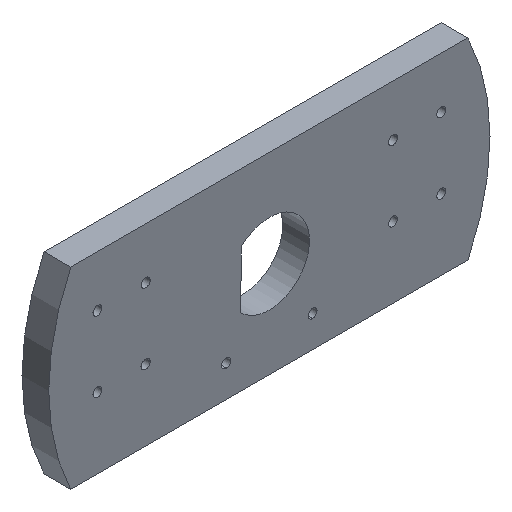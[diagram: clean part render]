
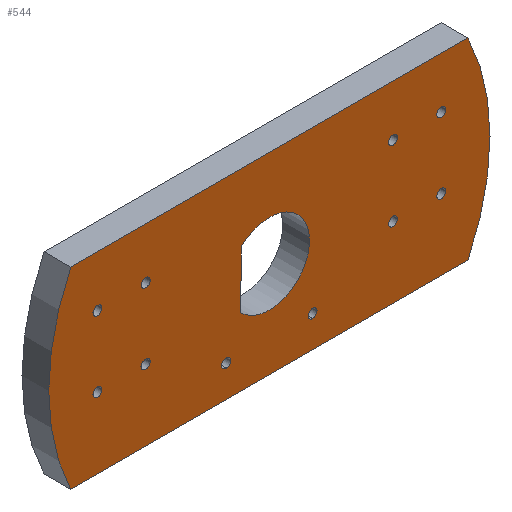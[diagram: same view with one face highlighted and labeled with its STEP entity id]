
A CAD part, isometric view. The second image highlights one B-rep face of the part: STEP entity #544.
In plain terms, the highlighted planar face has unit normal (0, -1, 0).
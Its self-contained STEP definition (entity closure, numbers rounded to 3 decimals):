
#1=CARTESIAN_POINT('',(16.15,0.,-24.15));
#2=DIRECTION('',(0.,1.,0.));
#3=DIRECTION('',(0.,0.,-1.));
#4=AXIS2_PLACEMENT_3D('',#1,#2,#3);
#6=CARTESIAN_POINT('',(16.15,0.,-24.15));
#7=DIRECTION('',(0.,1.,0.));
#8=DIRECTION('',(0.,0.,1.));
#9=AXIS2_PLACEMENT_3D('',#6,#7,#8);
#11=CARTESIAN_POINT('',(-16.15,0.,-24.15));
#12=DIRECTION('',(0.,1.,0.));
#13=DIRECTION('',(0.,0.,-1.));
#14=AXIS2_PLACEMENT_3D('',#11,#12,#13);
#16=CARTESIAN_POINT('',(-16.15,0.,-24.15));
#17=DIRECTION('',(0.,1.,0.));
#18=DIRECTION('',(0.,0.,1.));
#19=AXIS2_PLACEMENT_3D('',#16,#17,#18);
#21=DIRECTION('',(0.009,0.,1.));
#22=VECTOR('',#21,21.213);
#23=CARTESIAN_POINT('',(-10.699,0.,-10.514));
#24=LINE('',#23,#22);
#25=CARTESIAN_POINT('',(-46.26,0.,-9.425));
#26=DIRECTION('',(0.,-1.,0.));
#27=DIRECTION('',(1.,0.,0.));
#28=AXIS2_PLACEMENT_3D('',#25,#26,#27);
#30=CARTESIAN_POINT('',(-46.26,0.,-9.425));
#31=DIRECTION('',(0.,-1.,0.));
#32=DIRECTION('',(-1.,0.,0.));
#33=AXIS2_PLACEMENT_3D('',#30,#31,#32);
#35=CARTESIAN_POINT('',(-46.26,0.,16.975));
#36=DIRECTION('',(0.,-1.,0.));
#37=DIRECTION('',(1.,0.,0.));
#38=AXIS2_PLACEMENT_3D('',#35,#36,#37);
#40=CARTESIAN_POINT('',(-46.26,0.,16.975));
#41=DIRECTION('',(0.,-1.,0.));
#42=DIRECTION('',(-1.,0.,0.));
#43=AXIS2_PLACEMENT_3D('',#40,#41,#42);
#45=CARTESIAN_POINT('',(-64.265,0.,-9.425));
#46=DIRECTION('',(0.,-1.,0.));
#47=DIRECTION('',(1.,0.,0.));
#48=AXIS2_PLACEMENT_3D('',#45,#46,#47);
#50=CARTESIAN_POINT('',(-64.265,0.,-9.425));
#51=DIRECTION('',(0.,-1.,0.));
#52=DIRECTION('',(-1.,0.,0.));
#53=AXIS2_PLACEMENT_3D('',#50,#51,#52);
#55=CARTESIAN_POINT('',(-64.265,0.,16.975));
#56=DIRECTION('',(0.,-1.,0.));
#57=DIRECTION('',(1.,0.,0.));
#58=AXIS2_PLACEMENT_3D('',#55,#56,#57);
#60=CARTESIAN_POINT('',(-64.265,0.,16.975));
#61=DIRECTION('',(0.,-1.,0.));
#62=DIRECTION('',(-1.,0.,0.));
#63=AXIS2_PLACEMENT_3D('',#60,#61,#62);
#65=CARTESIAN_POINT('',(46.265,0.,16.975));
#66=DIRECTION('',(0.,-1.,0.));
#67=DIRECTION('',(1.,0.,0.));
#68=AXIS2_PLACEMENT_3D('',#65,#66,#67);
#70=CARTESIAN_POINT('',(46.265,0.,16.975));
#71=DIRECTION('',(0.,-1.,0.));
#72=DIRECTION('',(-1.,0.,0.));
#73=AXIS2_PLACEMENT_3D('',#70,#71,#72);
#75=CARTESIAN_POINT('',(46.265,0.,-9.425));
#76=DIRECTION('',(0.,-1.,0.));
#77=DIRECTION('',(1.,0.,0.));
#78=AXIS2_PLACEMENT_3D('',#75,#76,#77);
#80=CARTESIAN_POINT('',(46.265,0.,-9.425));
#81=DIRECTION('',(0.,-1.,0.));
#82=DIRECTION('',(-1.,0.,0.));
#83=AXIS2_PLACEMENT_3D('',#80,#81,#82);
#85=CARTESIAN_POINT('',(64.275,0.,16.975));
#86=DIRECTION('',(0.,-1.,0.));
#87=DIRECTION('',(1.,0.,0.));
#88=AXIS2_PLACEMENT_3D('',#85,#86,#87);
#90=CARTESIAN_POINT('',(64.275,0.,16.975));
#91=DIRECTION('',(0.,-1.,0.));
#92=DIRECTION('',(-1.,0.,0.));
#93=AXIS2_PLACEMENT_3D('',#90,#91,#92);
#95=CARTESIAN_POINT('',(64.27,0.,-9.425));
#96=DIRECTION('',(0.,-1.,0.));
#97=DIRECTION('',(1.,0.,0.));
#98=AXIS2_PLACEMENT_3D('',#95,#96,#97);
#100=CARTESIAN_POINT('',(64.27,0.,-9.425));
#101=DIRECTION('',(0.,-1.,0.));
#102=DIRECTION('',(-1.,0.,0.));
#103=AXIS2_PLACEMENT_3D('',#100,#101,#102);
#234=CARTESIAN_POINT('',(0.,0.,0.));
#235=DIRECTION('',(0.,1.,0.));
#236=DIRECTION('',(-0.701,0.,0.713));
#237=AXIS2_PLACEMENT_3D('',#234,#235,#236);
#307=DIRECTION('',(1.,0.,0.));
#308=VECTOR('',#307,148.462);
#309=CARTESIAN_POINT('',(-74.231,0.,-36.));
#310=LINE('',#309,#308);
#324=CARTESIAN_POINT('',(0.,0.,0.));
#325=DIRECTION('',(0.,-1.,0.));
#326=DIRECTION('',(-0.9,0.,0.436));
#327=AXIS2_PLACEMENT_3D('',#324,#325,#326);
#333=CARTESIAN_POINT('',(0.,0.,0.));
#334=DIRECTION('',(0.,-1.,0.));
#335=DIRECTION('',(0.9,0.,-0.436));
#336=AXIS2_PLACEMENT_3D('',#333,#334,#335);
#351=DIRECTION('',(-1.,0.,0.));
#352=VECTOR('',#351,148.462);
#353=CARTESIAN_POINT('',(74.231,0.,36.));
#354=LINE('',#353,#352);
#359=CARTESIAN_POINT('',(16.15,0.,-25.815));
#360=CARTESIAN_POINT('',(16.15,0.,-22.485));
#361=VERTEX_POINT('',#359);
#362=VERTEX_POINT('',#360);
#363=CARTESIAN_POINT('',(-16.15,0.,-25.815));
#364=CARTESIAN_POINT('',(-16.15,0.,-22.485));
#365=VERTEX_POINT('',#363);
#366=VERTEX_POINT('',#364);
#375=CARTESIAN_POINT('',(-10.514,0.,10.699));
#376=CARTESIAN_POINT('',(-10.699,0.,-10.514));
#377=VERTEX_POINT('',#375);
#378=VERTEX_POINT('',#376);
#383=CARTESIAN_POINT('',(-44.595,0.,-9.425));
#384=CARTESIAN_POINT('',(-47.925,0.,-9.425));
#385=VERTEX_POINT('',#383);
#386=VERTEX_POINT('',#384);
#391=CARTESIAN_POINT('',(-44.595,0.,16.975));
#392=CARTESIAN_POINT('',(-47.925,0.,16.975));
#393=VERTEX_POINT('',#391);
#394=VERTEX_POINT('',#392);
#395=CARTESIAN_POINT('',(-62.6,0.,-9.425));
#396=CARTESIAN_POINT('',(-65.93,0.,-9.425));
#397=VERTEX_POINT('',#395);
#398=VERTEX_POINT('',#396);
#399=CARTESIAN_POINT('',(-62.6,0.,16.975));
#400=CARTESIAN_POINT('',(-65.93,0.,16.975));
#401=VERTEX_POINT('',#399);
#402=VERTEX_POINT('',#400);
#415=CARTESIAN_POINT('',(47.93,0.,16.975));
#416=CARTESIAN_POINT('',(44.6,0.,16.975));
#417=VERTEX_POINT('',#415);
#418=VERTEX_POINT('',#416);
#419=CARTESIAN_POINT('',(47.93,0.,-9.425));
#420=CARTESIAN_POINT('',(44.6,0.,-9.425));
#421=VERTEX_POINT('',#419);
#422=VERTEX_POINT('',#420);
#423=CARTESIAN_POINT('',(65.94,0.,16.975));
#424=CARTESIAN_POINT('',(62.61,0.,16.975));
#425=VERTEX_POINT('',#423);
#426=VERTEX_POINT('',#424);
#427=CARTESIAN_POINT('',(65.935,0.,-9.425));
#428=CARTESIAN_POINT('',(62.605,0.,-9.425));
#429=VERTEX_POINT('',#427);
#430=VERTEX_POINT('',#428);
#447=CARTESIAN_POINT('',(-74.231,0.,-36.));
#449=VERTEX_POINT('',#447);
#451=CARTESIAN_POINT('',(74.231,0.,-36.));
#453=VERTEX_POINT('',#451);
#455=CARTESIAN_POINT('',(74.231,0.,36.));
#457=VERTEX_POINT('',#455);
#459=CARTESIAN_POINT('',(-74.231,0.,36.));
#461=VERTEX_POINT('',#459);
#463=CARTESIAN_POINT('',(0.,0.,0.));
#464=DIRECTION('',(0.,1.,0.));
#465=DIRECTION('',(1.,0.,0.));
#466=AXIS2_PLACEMENT_3D('',#463,#464,#465);
#467=PLANE('',#466);
#469=ORIENTED_EDGE('',*,*,#468,.F.);
#471=ORIENTED_EDGE('',*,*,#470,.F.);
#473=ORIENTED_EDGE('',*,*,#472,.F.);
#475=ORIENTED_EDGE('',*,*,#474,.F.);
#476=EDGE_LOOP('',(#469,#471,#473,#475));
#477=FACE_OUTER_BOUND('',#476,.F.);
#479=ORIENTED_EDGE('',*,*,#478,.F.);
#481=ORIENTED_EDGE('',*,*,#480,.F.);
#482=EDGE_LOOP('',(#479,#481));
#483=FACE_BOUND('',#482,.F.);
#485=ORIENTED_EDGE('',*,*,#484,.F.);
#487=ORIENTED_EDGE('',*,*,#486,.F.);
#488=EDGE_LOOP('',(#485,#487));
#489=FACE_BOUND('',#488,.F.);
#491=ORIENTED_EDGE('',*,*,#490,.T.);
#493=ORIENTED_EDGE('',*,*,#492,.T.);
#494=EDGE_LOOP('',(#491,#493));
#495=FACE_BOUND('',#494,.F.);
#497=ORIENTED_EDGE('',*,*,#496,.T.);
#499=ORIENTED_EDGE('',*,*,#498,.T.);
#500=EDGE_LOOP('',(#497,#499));
#501=FACE_BOUND('',#500,.F.);
#503=ORIENTED_EDGE('',*,*,#502,.T.);
#505=ORIENTED_EDGE('',*,*,#504,.T.);
#506=EDGE_LOOP('',(#503,#505));
#507=FACE_BOUND('',#506,.F.);
#509=ORIENTED_EDGE('',*,*,#508,.T.);
#511=ORIENTED_EDGE('',*,*,#510,.T.);
#512=EDGE_LOOP('',(#509,#511));
#513=FACE_BOUND('',#512,.F.);
#515=ORIENTED_EDGE('',*,*,#514,.T.);
#517=ORIENTED_EDGE('',*,*,#516,.T.);
#518=EDGE_LOOP('',(#515,#517));
#519=FACE_BOUND('',#518,.F.);
#521=ORIENTED_EDGE('',*,*,#520,.T.);
#523=ORIENTED_EDGE('',*,*,#522,.T.);
#524=EDGE_LOOP('',(#521,#523));
#525=FACE_BOUND('',#524,.F.);
#527=ORIENTED_EDGE('',*,*,#526,.T.);
#529=ORIENTED_EDGE('',*,*,#528,.T.);
#530=EDGE_LOOP('',(#527,#529));
#531=FACE_BOUND('',#530,.F.);
#533=ORIENTED_EDGE('',*,*,#532,.T.);
#535=ORIENTED_EDGE('',*,*,#534,.T.);
#536=EDGE_LOOP('',(#533,#535));
#537=FACE_BOUND('',#536,.F.);
#539=ORIENTED_EDGE('',*,*,#538,.F.);
#541=ORIENTED_EDGE('',*,*,#540,.F.);
#542=EDGE_LOOP('',(#539,#541));
#543=FACE_BOUND('',#542,.F.);
#544=ADVANCED_FACE('',(#477,#483,#489,#495,#501,#507,#513,#519,#525,#531,#537,
#543),#467,.F.);
#5=CIRCLE('',#4,1.665);
#10=CIRCLE('',#9,1.665);
#15=CIRCLE('',#14,1.665);
#20=CIRCLE('',#19,1.665);
#29=CIRCLE('',#28,1.665);
#34=CIRCLE('',#33,1.665);
#39=CIRCLE('',#38,1.665);
#44=CIRCLE('',#43,1.665);
#49=CIRCLE('',#48,1.665);
#54=CIRCLE('',#53,1.665);
#59=CIRCLE('',#58,1.665);
#64=CIRCLE('',#63,1.665);
#69=CIRCLE('',#68,1.665);
#74=CIRCLE('',#73,1.665);
#79=CIRCLE('',#78,1.665);
#84=CIRCLE('',#83,1.665);
#89=CIRCLE('',#88,1.665);
#94=CIRCLE('',#93,1.665);
#99=CIRCLE('',#98,1.665);
#104=CIRCLE('',#103,1.665);
#238=CIRCLE('',#237,15.);
#328=CIRCLE('',#327,82.5);
#337=CIRCLE('',#336,82.5);
#468=EDGE_CURVE('',#449,#453,#310,.T.);
#470=EDGE_CURVE('',#461,#449,#328,.T.);
#472=EDGE_CURVE('',#457,#461,#354,.T.);
#474=EDGE_CURVE('',#453,#457,#337,.T.);
#478=EDGE_CURVE('',#365,#366,#15,.T.);
#480=EDGE_CURVE('',#366,#365,#20,.T.);
#484=EDGE_CURVE('',#377,#378,#238,.T.);
#486=EDGE_CURVE('',#378,#377,#24,.T.);
#490=EDGE_CURVE('',#385,#386,#29,.T.);
#492=EDGE_CURVE('',#386,#385,#34,.T.);
#496=EDGE_CURVE('',#393,#394,#39,.T.);
#498=EDGE_CURVE('',#394,#393,#44,.T.);
#502=EDGE_CURVE('',#397,#398,#49,.T.);
#504=EDGE_CURVE('',#398,#397,#54,.T.);
#508=EDGE_CURVE('',#401,#402,#59,.T.);
#510=EDGE_CURVE('',#402,#401,#64,.T.);
#514=EDGE_CURVE('',#417,#418,#69,.T.);
#516=EDGE_CURVE('',#418,#417,#74,.T.);
#520=EDGE_CURVE('',#421,#422,#79,.T.);
#522=EDGE_CURVE('',#422,#421,#84,.T.);
#526=EDGE_CURVE('',#425,#426,#89,.T.);
#528=EDGE_CURVE('',#426,#425,#94,.T.);
#532=EDGE_CURVE('',#429,#430,#99,.T.);
#534=EDGE_CURVE('',#430,#429,#104,.T.);
#538=EDGE_CURVE('',#361,#362,#5,.T.);
#540=EDGE_CURVE('',#362,#361,#10,.T.);
